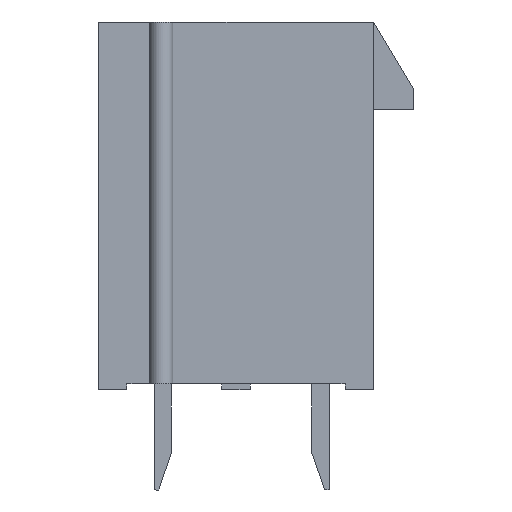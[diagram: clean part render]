
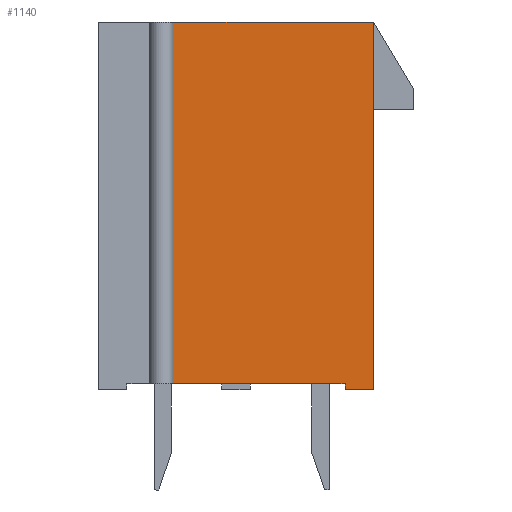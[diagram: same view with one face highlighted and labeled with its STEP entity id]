
A CAD part, left-side view. The second image highlights one B-rep face of the part: STEP entity #1140.
In plain terms, the highlighted planar face has unit normal (-1, 0, 0).
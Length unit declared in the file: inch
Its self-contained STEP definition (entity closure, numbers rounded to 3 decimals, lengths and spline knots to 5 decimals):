
#1 = DIRECTION ( 'NONE',  ( -1., 0., 0. ) ) ;
#110 = EDGE_CURVE ( 'NONE', #1147, #1846, #677, .T. ) ;
#229 = VECTOR ( 'NONE', #1394, 39.37008 ) ;
#246 = LINE ( 'NONE', #1860, #229 ) ;
#255 = CARTESIAN_POINT ( 'NONE',  ( -0.1063, -0.28898, 0.50394 ) ) ;
#324 = DIRECTION ( 'NONE',  ( 0., 1., 0. ) ) ;
#386 = DIRECTION ( 'NONE',  ( 0., 0., 1. ) ) ;
#519 = VERTEX_POINT ( 'NONE', #255 ) ;
#550 = CARTESIAN_POINT ( 'NONE',  ( -0.1063, -0.24961, 0.00787 ) ) ;
#585 = EDGE_CURVE ( 'NONE', #1674, #1442, #246, .T. ) ;
#591 = DIRECTION ( 'NONE',  ( 0., -1., 0. ) ) ;
#655 = CARTESIAN_POINT ( 'NONE',  ( -0.1063, -0.01339, 0. ) ) ;
#664 = VECTOR ( 'NONE', #591, 39.37008 ) ;
#677 = LINE ( 'NONE', #753, #664 ) ;
#753 = CARTESIAN_POINT ( 'NONE',  ( -0.1063, -0.1, 0.00787 ) ) ;
#888 = CARTESIAN_POINT ( 'NONE',  ( -0.1063, -0.24961, 0. ) ) ;
#896 = EDGE_LOOP ( 'NONE', ( #1016, #1004, #997, #992, #983, #980 ) ) ;
#911 = DIRECTION ( 'NONE',  ( 0., 0., -1. ) ) ;
#957 = EDGE_CURVE ( 'NONE', #519, #1078, #1954, .T. ) ;
#980 = ORIENTED_EDGE ( 'NONE', *, *, #1831, .T. ) ;
#983 = ORIENTED_EDGE ( 'NONE', *, *, #585, .T. ) ;
#992 = ORIENTED_EDGE ( 'NONE', *, *, #1780, .T. ) ;
#997 = ORIENTED_EDGE ( 'NONE', *, *, #110, .T. ) ;
#1004 = ORIENTED_EDGE ( 'NONE', *, *, #1575, .T. ) ;
#1016 = ORIENTED_EDGE ( 'NONE', *, *, #957, .T. ) ;
#1078 = VERTEX_POINT ( 'NONE', #1622 ) ;
#1135 = AXIS2_PLACEMENT_3D ( 'NONE', #1968, #1, #1137 ) ;
#1137 = DIRECTION ( 'NONE',  ( 0., -1., 0. ) ) ;
#1140 = ADVANCED_FACE ( 'NONE', ( #1768 ), #1975, .T. ) ;
#1147 = VERTEX_POINT ( 'NONE', #1337 ) ;
#1251 = VECTOR ( 'NONE', #386, 39.37008 ) ;
#1265 = LINE ( 'NONE', #1797, #1251 ) ;
#1315 = VECTOR ( 'NONE', #911, 39.37008 ) ;
#1337 = CARTESIAN_POINT ( 'NONE',  ( -0.1063, -0.01339, 0.00787 ) ) ;
#1338 = LINE ( 'NONE', #1459, #1315 ) ;
#1394 = DIRECTION ( 'NONE',  ( 0., -1., 0. ) ) ;
#1398 = CARTESIAN_POINT ( 'NONE',  ( -0.1063, -0.28898, 0. ) ) ;
#1442 = VERTEX_POINT ( 'NONE', #1398 ) ;
#1459 = CARTESIAN_POINT ( 'NONE',  ( -0.1063, -0.24961, 0. ) ) ;
#1474 = VECTOR ( 'NONE', #1582, 39.37008 ) ;
#1509 = LINE ( 'NONE', #655, #1474 ) ;
#1575 = EDGE_CURVE ( 'NONE', #1078, #1147, #1509, .T. ) ;
#1582 = DIRECTION ( 'NONE',  ( 0., 0., -1. ) ) ;
#1584 = CARTESIAN_POINT ( 'NONE',  ( -0.1063, -0.1, 0.50394 ) ) ;
#1622 = CARTESIAN_POINT ( 'NONE',  ( -0.1063, -0.01339, 0.50394 ) ) ;
#1674 = VERTEX_POINT ( 'NONE', #888 ) ;
#1768 = FACE_OUTER_BOUND ( 'NONE', #896, .T. ) ;
#1780 = EDGE_CURVE ( 'NONE', #1846, #1674, #1338, .T. ) ;
#1797 = CARTESIAN_POINT ( 'NONE',  ( -0.1063, -0.28898, 0. ) ) ;
#1831 = EDGE_CURVE ( 'NONE', #1442, #519, #1265, .T. ) ;
#1846 = VERTEX_POINT ( 'NONE', #550 ) ;
#1860 = CARTESIAN_POINT ( 'NONE',  ( -0.1063, -0.1, 0. ) ) ;
#1944 = VECTOR ( 'NONE', #324, 39.37008 ) ;
#1954 = LINE ( 'NONE', #1584, #1944 ) ;
#1968 = CARTESIAN_POINT ( 'NONE',  ( -0.1063, -0.1, 0. ) ) ;
#1975 = PLANE ( 'NONE',  #1135 ) ;
